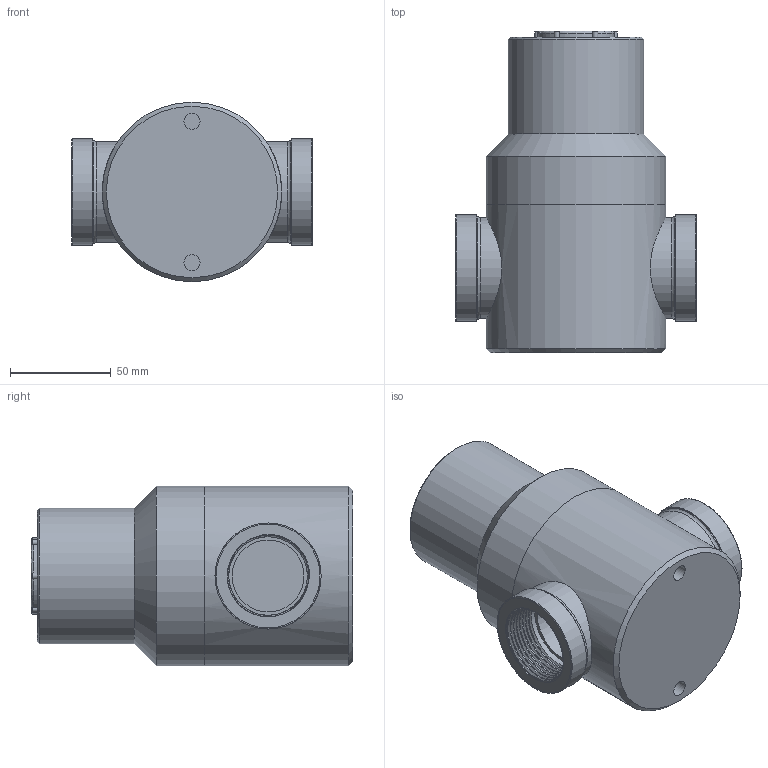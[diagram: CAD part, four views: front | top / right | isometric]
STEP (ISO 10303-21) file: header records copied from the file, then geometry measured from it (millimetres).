
FILE_DESCRIPTION (( 'STEP AP214' ), '1' );
FILE_NAME ('11-4-1101-7X.STEP', '2019-05-17T13:11:54', ( '' ), ( '' ), 'SwSTEP 2.0', 'SolidWorks 2019', '' );
FILE_SCHEMA (( 'AUTOMOTIVE_DESIGN' ));
Length unit declared in the file: millimetre
Products named in the file (11): 40mm stub cutout - ABS; 32 + 40mm Dust Cap; PVC Bonnet all size_40mm PVC-304; Body detail - ABS 40_40mm or 1 1-4; 40mm stub - ABS; PVC Bonnet all size; 11-4-1101-7X; Body detail - ABS 40
Assembly tree (5 placements, depth 2):
  40mm stub cutout - ABS
  32 + 40mm Dust Cap
  PVC Bonnet all size
  40mm stub - ABS
  11-4-1101-7X
    PVC Bonnet all size_40mm PVC-304
    32 + 40mm Dust Cap
    40mm stub - ABS
    40mm stub cutout - ABS
    Body detail - ABS 40_40mm or 1 1-4
Bounding box: 119.4 x 159.4 x 89 mm (x, y, z)
Volume: 784787.1 mm3; surface area: 112190.5 mm2
Topology: 5 solids, 5 shells, 111 faces, 253 edges, 164 vertices
Faces by surface type: cylinder 51, plane 30, torus 14, bspline 12, cone 4
Full cylindrical faces by diameter (mm): 7.938 x2, 27.5 x1, 35.609 x2, 38.952 x18, 40.417 x2, 50 x4, 51.469 x2, 52.605 x2, 67 x1, 89 x2
Entity records: 8031 total; most frequent: CARTESIAN_POINT 5823, DIRECTION 377, ORIENTED_EDGE 336, AXIS2_PLACEMENT_3D 180, EDGE_CURVE 168, EDGE_LOOP 141, VERTEX_POINT 125, FACE_OUTER_BOUND 121
